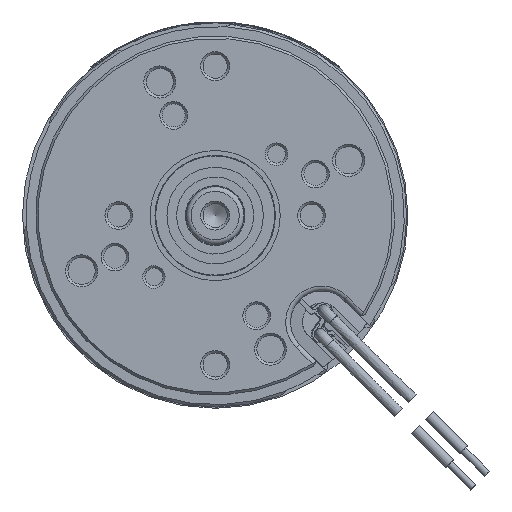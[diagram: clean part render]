
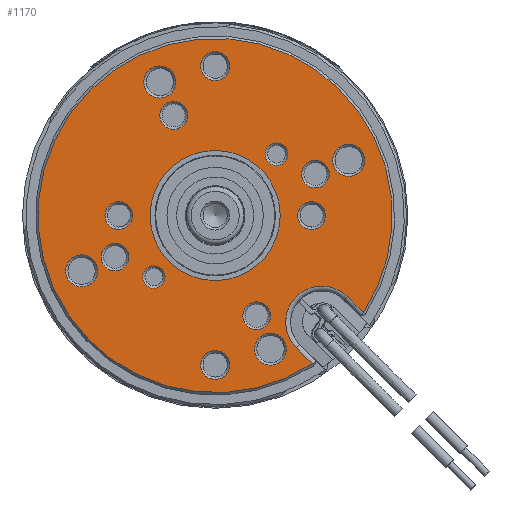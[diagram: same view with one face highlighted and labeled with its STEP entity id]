
A CAD part, left-side view. The second image highlights one B-rep face of the part: STEP entity #1170.
In plain terms, the highlighted planar face has unit normal (-1, 0, 0).
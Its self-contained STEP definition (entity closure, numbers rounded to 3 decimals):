
#1170=ADVANCED_FACE('',(#2751,#2752,#2753,#2754,#2755,#2756,#2757,#2758,
#2759,#2760,#2761,#2762,#2763,#2764,#2765,#2766),#1631,.T.);
#1631=PLANE('',#8366);
#1937=LINE('',#12223,#2385);
#1938=LINE('',#12227,#2386);
#2385=VECTOR('',#9667,1.);
#2386=VECTOR('',#9670,1.);
#2751=FACE_BOUND('',#3207,.T.);
#2752=FACE_BOUND('',#3208,.T.);
#2753=FACE_BOUND('',#3209,.T.);
#2754=FACE_BOUND('',#3210,.T.);
#2755=FACE_BOUND('',#3211,.T.);
#2756=FACE_BOUND('',#3212,.T.);
#2757=FACE_BOUND('',#3213,.T.);
#2758=FACE_BOUND('',#3214,.T.);
#2759=FACE_BOUND('',#3215,.T.);
#2760=FACE_BOUND('',#3216,.T.);
#2761=FACE_BOUND('',#3217,.T.);
#2762=FACE_BOUND('',#3218,.T.);
#2763=FACE_BOUND('',#3219,.T.);
#2764=FACE_BOUND('',#3220,.T.);
#2765=FACE_BOUND('',#3221,.T.);
#2766=FACE_BOUND('',#3222,.T.);
#3207=EDGE_LOOP('',(#4237));
#3208=EDGE_LOOP('',(#4238));
#3209=EDGE_LOOP('',(#4239));
#3210=EDGE_LOOP('',(#4240));
#3211=EDGE_LOOP('',(#4241,#4242,#4243,#4244));
#3212=EDGE_LOOP('',(#4245));
#3213=EDGE_LOOP('',(#4246));
#3214=EDGE_LOOP('',(#4247));
#3215=EDGE_LOOP('',(#4248));
#3216=EDGE_LOOP('',(#4249));
#3217=EDGE_LOOP('',(#4250));
#3218=EDGE_LOOP('',(#4251));
#3219=EDGE_LOOP('',(#4252));
#3220=EDGE_LOOP('',(#4253));
#3221=EDGE_LOOP('',(#4254));
#3222=EDGE_LOOP('',(#4255));
#4237=ORIENTED_EDGE('',*,*,#6942,.T.);
#4238=ORIENTED_EDGE('',*,*,#6943,.T.);
#4239=ORIENTED_EDGE('',*,*,#6944,.T.);
#4240=ORIENTED_EDGE('',*,*,#6945,.T.);
#4241=ORIENTED_EDGE('',*,*,#6946,.T.);
#4242=ORIENTED_EDGE('',*,*,#6947,.T.);
#4243=ORIENTED_EDGE('',*,*,#6948,.T.);
#4244=ORIENTED_EDGE('',*,*,#6949,.T.);
#4245=ORIENTED_EDGE('',*,*,#6950,.T.);
#4246=ORIENTED_EDGE('',*,*,#6951,.T.);
#4247=ORIENTED_EDGE('',*,*,#6952,.T.);
#4248=ORIENTED_EDGE('',*,*,#6953,.T.);
#4249=ORIENTED_EDGE('',*,*,#6954,.T.);
#4250=ORIENTED_EDGE('',*,*,#6955,.T.);
#4251=ORIENTED_EDGE('',*,*,#6956,.T.);
#4252=ORIENTED_EDGE('',*,*,#6957,.T.);
#4253=ORIENTED_EDGE('',*,*,#6958,.T.);
#4254=ORIENTED_EDGE('',*,*,#6959,.T.);
#4255=ORIENTED_EDGE('',*,*,#6960,.T.);
#6109=VERTEX_POINT('',#12213);
#6110=VERTEX_POINT('',#12215);
#6111=VERTEX_POINT('',#12217);
#6112=VERTEX_POINT('',#12219);
#6113=VERTEX_POINT('',#12221);
#6114=VERTEX_POINT('',#12222);
#6115=VERTEX_POINT('',#12224);
#6116=VERTEX_POINT('',#12226);
#6117=VERTEX_POINT('',#12229);
#6118=VERTEX_POINT('',#12231);
#6119=VERTEX_POINT('',#12233);
#6120=VERTEX_POINT('',#12235);
#6121=VERTEX_POINT('',#12237);
#6122=VERTEX_POINT('',#12239);
#6123=VERTEX_POINT('',#12241);
#6124=VERTEX_POINT('',#12243);
#6125=VERTEX_POINT('',#12245);
#6126=VERTEX_POINT('',#12247);
#6127=VERTEX_POINT('',#12249);
#6942=EDGE_CURVE('',#6109,#6109,#7835,.T.);
#6943=EDGE_CURVE('',#6110,#6110,#7836,.T.);
#6944=EDGE_CURVE('',#6111,#6111,#7837,.T.);
#6945=EDGE_CURVE('',#6112,#6112,#7838,.T.);
#6946=EDGE_CURVE('',#6113,#6114,#7839,.T.);
#6947=EDGE_CURVE('',#6114,#6115,#1937,.T.);
#6948=EDGE_CURVE('',#6115,#6116,#7840,.T.);
#6949=EDGE_CURVE('',#6116,#6113,#1938,.T.);
#6950=EDGE_CURVE('',#6117,#6117,#7841,.T.);
#6951=EDGE_CURVE('',#6118,#6118,#7842,.T.);
#6952=EDGE_CURVE('',#6119,#6119,#7843,.T.);
#6953=EDGE_CURVE('',#6120,#6120,#7844,.T.);
#6954=EDGE_CURVE('',#6121,#6121,#7845,.T.);
#6955=EDGE_CURVE('',#6122,#6122,#7846,.T.);
#6956=EDGE_CURVE('',#6123,#6123,#7847,.T.);
#6957=EDGE_CURVE('',#6124,#6124,#7848,.T.);
#6958=EDGE_CURVE('',#6125,#6125,#7849,.T.);
#6959=EDGE_CURVE('',#6126,#6126,#7850,.T.);
#6960=EDGE_CURVE('',#6127,#6127,#7851,.T.);
#7835=CIRCLE('',#8349,3.);
#7836=CIRCLE('',#8350,3.);
#7837=CIRCLE('',#8351,2.875);
#7838=CIRCLE('',#8352,2.875);
#7839=CIRCLE('',#8353,7.5);
#7840=CIRCLE('',#8354,36.75);
#7841=CIRCLE('',#8355,2.35);
#7842=CIRCLE('',#8356,2.35);
#7843=CIRCLE('',#8357,3.325);
#7844=CIRCLE('',#8358,2.875);
#7845=CIRCLE('',#8359,3.325);
#7846=CIRCLE('',#8360,2.875);
#7847=CIRCLE('',#8361,3.325);
#7848=CIRCLE('',#8362,2.875);
#7849=CIRCLE('',#8363,3.325);
#7850=CIRCLE('',#8364,2.875);
#7851=CIRCLE('',#8365,13.5);
#8349=AXIS2_PLACEMENT_3D('',#12212,#9657,#9658);
#8350=AXIS2_PLACEMENT_3D('',#12214,#9659,#9660);
#8351=AXIS2_PLACEMENT_3D('',#12216,#9661,#9662);
#8352=AXIS2_PLACEMENT_3D('',#12218,#9663,#9664);
#8353=AXIS2_PLACEMENT_3D('',#12220,#9665,#9666);
#8354=AXIS2_PLACEMENT_3D('',#12225,#9668,#9669);
#8355=AXIS2_PLACEMENT_3D('',#12228,#9671,#9672);
#8356=AXIS2_PLACEMENT_3D('',#12230,#9673,#9674);
#8357=AXIS2_PLACEMENT_3D('',#12232,#9675,#9676);
#8358=AXIS2_PLACEMENT_3D('',#12234,#9677,#9678);
#8359=AXIS2_PLACEMENT_3D('',#12236,#9679,#9680);
#8360=AXIS2_PLACEMENT_3D('',#12238,#9681,#9682);
#8361=AXIS2_PLACEMENT_3D('',#12240,#9683,#9684);
#8362=AXIS2_PLACEMENT_3D('',#12242,#9685,#9686);
#8363=AXIS2_PLACEMENT_3D('',#12244,#9687,#9688);
#8364=AXIS2_PLACEMENT_3D('',#12246,#9689,#9690);
#8365=AXIS2_PLACEMENT_3D('',#12248,#9691,#9692);
#8366=AXIS2_PLACEMENT_3D('',#12250,#9693,#9694);
#9657=DIRECTION('',(1.,0.,0.));
#9658=DIRECTION('',(0.,-1.,0.));
#9659=DIRECTION('',(1.,0.,0.));
#9660=DIRECTION('',(0.,-1.,0.));
#9661=DIRECTION('',(1.,0.,0.));
#9662=DIRECTION('',(0.,-1.,0.));
#9663=DIRECTION('',(1.,0.,0.));
#9664=DIRECTION('',(0.,-1.,0.));
#9665=DIRECTION('',(1.,0.,0.));
#9666=DIRECTION('',(0.,-1.,0.));
#9667=DIRECTION('',(0.,-0.707,-0.707));
#9668=DIRECTION('',(-1.,0.,0.));
#9669=DIRECTION('',(0.,-1.,0.));
#9670=DIRECTION('',(0.,0.707,0.707));
#9671=DIRECTION('',(1.,0.,0.));
#9672=DIRECTION('',(0.,-1.,0.));
#9673=DIRECTION('',(1.,0.,0.));
#9674=DIRECTION('',(0.,-1.,0.));
#9675=DIRECTION('',(1.,0.,0.));
#9676=DIRECTION('',(0.,-1.,0.));
#9677=DIRECTION('',(1.,0.,0.));
#9678=DIRECTION('',(0.,-1.,0.));
#9679=DIRECTION('',(1.,0.,0.));
#9680=DIRECTION('',(0.,-1.,0.));
#9681=DIRECTION('',(1.,0.,0.));
#9682=DIRECTION('',(0.,-1.,0.));
#9683=DIRECTION('',(1.,0.,0.));
#9684=DIRECTION('',(0.,-1.,0.));
#9685=DIRECTION('',(1.,0.,0.));
#9686=DIRECTION('',(0.,-1.,0.));
#9687=DIRECTION('',(1.,0.,0.));
#9688=DIRECTION('',(0.,-1.,0.));
#9689=DIRECTION('',(1.,0.,0.));
#9690=DIRECTION('',(0.,-1.,0.));
#9691=DIRECTION('',(1.,0.,0.));
#9692=DIRECTION('',(0.,1.,0.));
#9693=DIRECTION('',(-1.,0.,0.));
#9694=DIRECTION('',(0.,-1.,0.));
#12212=CARTESIAN_POINT('',(-202.5,0.,31.));
#12213=CARTESIAN_POINT('',(-202.5,-3.,31.));
#12214=CARTESIAN_POINT('',(-202.5,0.,-31.));
#12215=CARTESIAN_POINT('',(-202.5,-3.,-31.));
#12216=CARTESIAN_POINT('',(-202.5,20.,0.));
#12217=CARTESIAN_POINT('',(-202.5,17.125,0.));
#12218=CARTESIAN_POINT('',(-202.5,-20.,0.));
#12219=CARTESIAN_POINT('',(-202.5,-22.875,0.));
#12220=CARTESIAN_POINT('',(-202.5,-22.132,-22.132));
#12221=CARTESIAN_POINT('',(-202.5,-16.829,-27.436));
#12222=CARTESIAN_POINT('',(-202.5,-27.436,-16.829));
#12223=CARTESIAN_POINT('',(-202.5,-30.88,-20.273));
#12224=CARTESIAN_POINT('',(-202.5,-30.743,-20.136));
#12225=CARTESIAN_POINT('',(-202.5,0.,0.));
#12226=CARTESIAN_POINT('',(-202.5,-20.136,-30.743));
#12227=CARTESIAN_POINT('',(-202.5,-16.829,-27.436));
#12228=CARTESIAN_POINT('',(-202.5,-12.728,12.728));
#12229=CARTESIAN_POINT('',(-202.5,-15.078,12.728));
#12230=CARTESIAN_POINT('',(-202.5,12.728,-12.728));
#12231=CARTESIAN_POINT('',(-202.5,10.378,-12.728));
#12232=CARTESIAN_POINT('',(-202.5,27.716,-11.481));
#12233=CARTESIAN_POINT('',(-202.5,24.391,-11.481));
#12234=CARTESIAN_POINT('',(-202.5,20.787,-8.61));
#12235=CARTESIAN_POINT('',(-202.5,17.912,-8.61));
#12236=CARTESIAN_POINT('',(-202.5,11.481,27.716));
#12237=CARTESIAN_POINT('',(-202.5,8.156,27.716));
#12238=CARTESIAN_POINT('',(-202.5,8.61,20.787));
#12239=CARTESIAN_POINT('',(-202.5,5.735,20.787));
#12240=CARTESIAN_POINT('',(-202.5,-27.716,11.481));
#12241=CARTESIAN_POINT('',(-202.5,-31.041,11.481));
#12242=CARTESIAN_POINT('',(-202.5,-20.787,8.61));
#12243=CARTESIAN_POINT('',(-202.5,-23.662,8.61));
#12244=CARTESIAN_POINT('',(-202.5,-11.481,-27.716));
#12245=CARTESIAN_POINT('',(-202.5,-14.806,-27.716));
#12246=CARTESIAN_POINT('',(-202.5,-8.61,-20.787));
#12247=CARTESIAN_POINT('',(-202.5,-11.485,-20.787));
#12248=CARTESIAN_POINT('',(-202.5,0.,0.));
#12249=CARTESIAN_POINT('',(-202.5,13.5,0.));
#12250=CARTESIAN_POINT('',(-202.5,39.75,0.));
